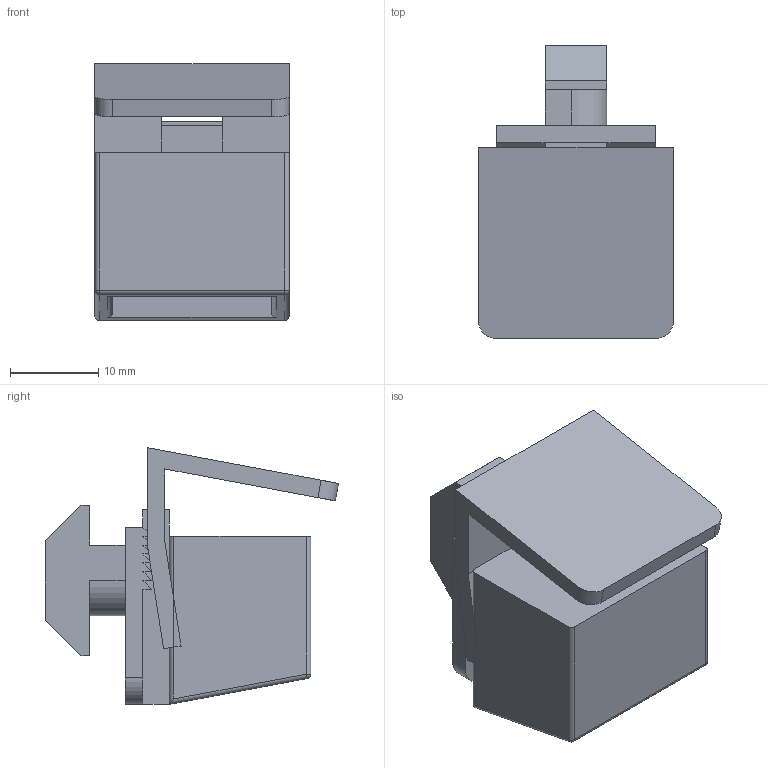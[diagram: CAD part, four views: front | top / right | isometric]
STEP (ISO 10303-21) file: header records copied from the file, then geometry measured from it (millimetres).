
FILE_DESCRIPTION((''),'2;1');
FILE_NAME('AR3808.stp','2019-02-01T15:44:09',('Konstruktor II'),(''),'Autodesk Inventor 2013','Autodesk Inventor 2013','');
FILE_SCHEMA(('AUTOMOTIVE_DESIGN { 1 0 10303 214 1 1 1 1 }'));
Length unit declared in the file: millimetre
Products named in the file (3): AR3808; AR3808 I; AR3808 II
Assembly tree (2 placements, depth 2):
  AR3808
    AR3808 I
    AR3808 II
Bounding box: 22 x 33.12 x 29.01 mm (x, y, z)
Volume: 6506.5 mm3; surface area: 6362.5 mm2
Topology: 2 solids, 2 shells, 101 faces, 271 edges, 176 vertices
Faces by surface type: plane 83, cylinder 16, sphere 2
Entity records: 3185 total; most frequent: CARTESIAN_POINT 553, ORIENTED_EDGE 542, DIRECTION 513, EDGE_CURVE 271, VECTOR 241, LINE 241, VERTEX_POINT 176, AXIS2_PLACEMENT_3D 136
